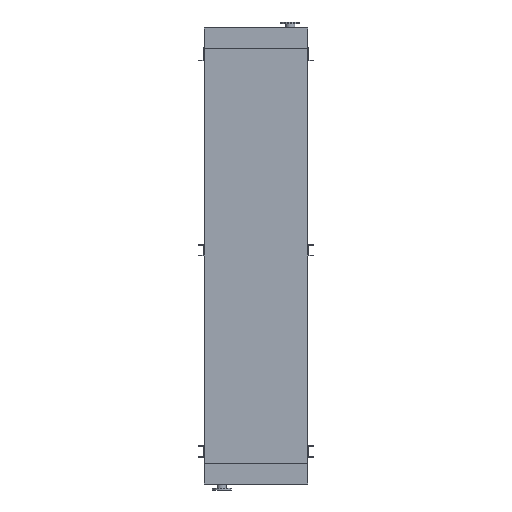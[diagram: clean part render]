
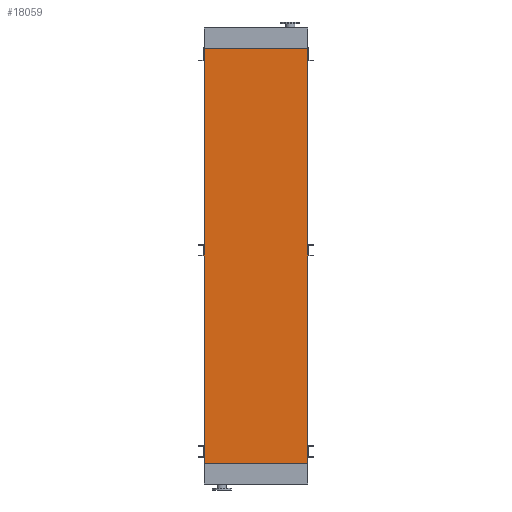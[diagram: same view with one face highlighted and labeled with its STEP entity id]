
A CAD part, front view. The second image highlights one B-rep face of the part: STEP entity #18059.
In plain terms, the highlighted planar face has unit normal (0, -1, 0).
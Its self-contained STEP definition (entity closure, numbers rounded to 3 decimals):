
#182 = EDGE_CURVE ( 'NONE', #8462, #17142, #8032, .T. ) ;
#501 = ORIENTED_EDGE ( 'NONE', *, *, #5861, .F. ) ;
#917 = EDGE_LOOP ( 'NONE', ( #501, #8311, #6086, #14771 ) ) ;
#1091 = CARTESIAN_POINT ( 'NONE',  ( -605., 0., -4850. ) ) ;
#1485 = VECTOR ( 'NONE', #4709, 1000. ) ;
#1931 = CARTESIAN_POINT ( 'NONE',  ( 605., 0., -4850. ) ) ;
#2558 = LINE ( 'NONE', #4106, #7248 ) ;
#4106 = CARTESIAN_POINT ( 'NONE',  ( -605., 0., 0. ) ) ;
#4135 = VECTOR ( 'NONE', #16826, 1000. ) ;
#4709 = DIRECTION ( 'NONE',  ( 1., 0., 0. ) ) ;
#5269 = EDGE_CURVE ( 'NONE', #13352, #14968, #17991, .T. ) ;
#5861 = EDGE_CURVE ( 'NONE', #17142, #14968, #2558, .T. ) ;
#6086 = ORIENTED_EDGE ( 'NONE', *, *, #17736, .T. ) ;
#7248 = VECTOR ( 'NONE', #9722, 1000. ) ;
#8032 = LINE ( 'NONE', #1091, #4135 ) ;
#8069 = CARTESIAN_POINT ( 'NONE',  ( 605., 0., -4850. ) ) ;
#8311 = ORIENTED_EDGE ( 'NONE', *, *, #182, .F. ) ;
#8462 = VERTEX_POINT ( 'NONE', #18209 ) ;
#9151 = PLANE ( 'NONE',  #9229 ) ;
#9229 = AXIS2_PLACEMENT_3D ( 'NONE', #9380, #10788, #18169 ) ;
#9380 = CARTESIAN_POINT ( 'NONE',  ( -605., 0., -4850. ) ) ;
#9722 = DIRECTION ( 'NONE',  ( 1., 0., 0. ) ) ;
#10224 = VECTOR ( 'NONE', #16239, 1000. ) ;
#10788 = DIRECTION ( 'NONE',  ( 0., -1., 0. ) ) ;
#11019 = FACE_OUTER_BOUND ( 'NONE', #917, .T. ) ;
#13317 = CARTESIAN_POINT ( 'NONE',  ( 605., 0., 0. ) ) ;
#13352 = VERTEX_POINT ( 'NONE', #8069 ) ;
#14771 = ORIENTED_EDGE ( 'NONE', *, *, #5269, .T. ) ;
#14968 = VERTEX_POINT ( 'NONE', #13317 ) ;
#16239 = DIRECTION ( 'NONE',  ( 0., 0., 1. ) ) ;
#16826 = DIRECTION ( 'NONE',  ( 0., 0., 1. ) ) ;
#17142 = VERTEX_POINT ( 'NONE', #17543 ) ;
#17543 = CARTESIAN_POINT ( 'NONE',  ( -605., 0., 0. ) ) ;
#17736 = EDGE_CURVE ( 'NONE', #8462, #13352, #18459, .T. ) ;
#17991 = LINE ( 'NONE', #1931, #10224 ) ;
#18059 = ADVANCED_FACE ( 'NONE', ( #11019 ), #9151, .T. ) ;
#18169 = DIRECTION ( 'NONE',  ( 0., 0., -1. ) ) ;
#18209 = CARTESIAN_POINT ( 'NONE',  ( -605., 0., -4850. ) ) ;
#18459 = LINE ( 'NONE', #20750, #1485 ) ;
#20750 = CARTESIAN_POINT ( 'NONE',  ( -605., 0., -4850. ) ) ;
